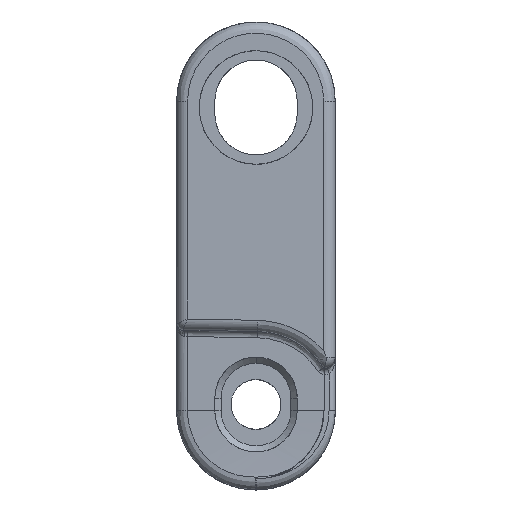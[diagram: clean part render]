
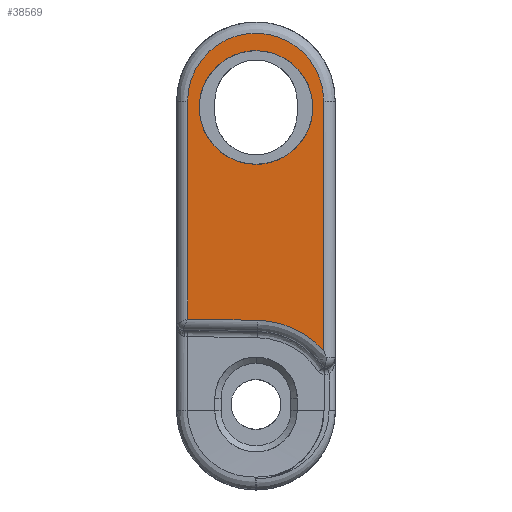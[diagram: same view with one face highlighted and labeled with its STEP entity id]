
A CAD part, left-side view. The second image highlights one B-rep face of the part: STEP entity #38569.
In plain terms, the highlighted planar face has unit normal (-0.999, 0.035, 0).
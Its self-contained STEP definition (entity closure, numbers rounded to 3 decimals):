
#1208 = EDGE_CURVE ( 'NONE', #25418, #29117, #30809, .T. ) ;
#1925 = CARTESIAN_POINT ( 'NONE',  ( -56.737, -0.869, -5.054 ) ) ;
#2448 = DIRECTION ( 'NONE',  ( -0.999, 0.035, 0. ) ) ;
#2884 = ORIENTED_EDGE ( 'NONE', *, *, #8496, .F. ) ;
#4943 = CARTESIAN_POINT ( 'NONE',  ( -56.928, -6.35, 7.35 ) ) ;
#5773 = CARTESIAN_POINT ( 'NONE',  ( -56.737, -0.869, 23.3 ) ) ;
#5809 = CARTESIAN_POINT ( 'NONE',  ( -56.928, -6.35, 16.45 ) ) ;
#6932 = VECTOR ( 'NONE', #33774, 1000. ) ;
#8496 = EDGE_CURVE ( 'NONE', #24806, #30700, #34728, .T. ) ;
#8564 = CARTESIAN_POINT ( 'NONE',  ( -57.117, -11.769, -7.568 ) ) ;
#10246 = CARTESIAN_POINT ( 'NONE',  ( -57.004, -8.508, -5.187 ) ) ;
#11976 = VECTOR ( 'NONE', #36133, 1000. ) ;
#12179 = ORIENTED_EDGE ( 'NONE', *, *, #17508, .T. ) ;
#12637 = EDGE_LOOP ( 'NONE', ( #23215, #28118, #2884, #28468, #38283 ) ) ;
#12887 = ORIENTED_EDGE ( 'NONE', *, *, #26898, .T. ) ;
#14208 = CARTESIAN_POINT ( 'NONE',  ( -57.15, -12.7, 21. ) ) ;
#15882 = VERTEX_POINT ( 'NONE', #4943 ) ;
#16323 = CARTESIAN_POINT ( 'NONE',  ( -57.117, -11.769, -7.568 ) ) ;
#17508 = EDGE_CURVE ( 'NONE', #15882, #30039, #32931, .T. ) ;
#18239 = CARTESIAN_POINT ( 'NONE',  ( -57.246, -15.45, 7.35 ) ) ;
#18502 = CARTESIAN_POINT ( 'NONE',  ( -57.069, -10.385, -6.04 ) ) ;
#18632 = LINE ( 'NONE', #24708, #11976 ) ;
#19987 = CARTESIAN_POINT ( 'NONE',  ( -56.932, -6.447, -5.151 ) ) ;
#20081 = CARTESIAN_POINT ( 'NONE',  ( -57.117, -11.769, 12.4 ) ) ;
#20613 = LINE ( 'NONE', #26694, #37100 ) ;
#21098 = CARTESIAN_POINT ( 'NONE',  ( -56.61, 2.75, 7.35 ) ) ;
#21764 = CARTESIAN_POINT ( 'NONE',  ( -57.246, -15.45, 16.45 ) ) ;
#22229 = CARTESIAN_POINT ( 'NONE',  ( -56.932, -6.447, -5.151 ) ) ;
#22795 = CARTESIAN_POINT ( 'NONE',  ( -56.737, -0.869, 12.4 ) ) ;
#23215 = ORIENTED_EDGE ( 'NONE', *, *, #1208, .T. ) ;
#23258 = FACE_BOUND ( 'NONE', #30382, .T. ) ;
#24227 = CARTESIAN_POINT ( 'NONE',  ( -56.61, 2.75, 16.45 ) ) ;
#24708 = CARTESIAN_POINT ( 'NONE',  ( -57.117, -11.769, 18.8 ) ) ;
#24806 = VERTEX_POINT ( 'NONE', #8564 ) ;
#25175 = VERTEX_POINT ( 'NONE', #20081 ) ;
#25418 = VERTEX_POINT ( 'NONE', #22795 ) ;
#26011 = FACE_OUTER_BOUND ( 'NONE', #12637, .T. ) ;
#26694 = CARTESIAN_POINT ( 'NONE',  ( -57.134, -12.242, -5.252 ) ) ;
#26898 = EDGE_CURVE ( 'NONE', #30039, #15882, #34283, .T. ) ;
#26926 = EDGE_CURVE ( 'NONE', #25175, #24806, #18632, .T. ) ;
#27656 = CARTESIAN_POINT ( 'NONE',  ( -56.737, -0.869, 18.8 ) ) ;
#27853 = EDGE_CURVE ( 'NONE', #30700, #29117, #20613, .T. ) ;
#28118 = ORIENTED_EDGE ( 'NONE', *, *, #27853, .F. ) ;
#28468 = ORIENTED_EDGE ( 'NONE', *, *, #26926, .F. ) ;
#29117 = VERTEX_POINT ( 'NONE', #1925 ) ;
#30020 = CARTESIAN_POINT ( 'NONE',  ( -56.928, -6.35, 7.35 ) ) ;
#30039 = VERTEX_POINT ( 'NONE', #31396 ) ;
#30382 = EDGE_LOOP ( 'NONE', ( #12179, #12887 ) ) ;
#30700 = VERTEX_POINT ( 'NONE', #19987 ) ;
#30809 = LINE ( 'NONE', #27656, #6932 ) ;
#31396 = CARTESIAN_POINT ( 'NONE',  ( -56.928, -6.35, 16.45 ) ) ;
#32111 = PLANE ( 'NONE',  #37453 ) ;
#32710 = CARTESIAN_POINT ( 'NONE',  ( -56.928, -6.35, 7.35 ) ) ;
#32871 = CARTESIAN_POINT ( 'NONE',  ( -57.117, -11.769, 12.4 ) ) ;
#32931 =( BOUNDED_CURVE ( )  B_SPLINE_CURVE ( 3, ( #32710, #21098, #24227, #5809 ),
 .UNSPECIFIED., .F., .T. ) 
 B_SPLINE_CURVE_WITH_KNOTS ( ( 4, 4 ),
 ( 4.712, 7.854 ),
 .UNSPECIFIED. ) 
 CURVE ( )  GEOMETRIC_REPRESENTATION_ITEM ( )  RATIONAL_B_SPLINE_CURVE ( ( 1., 0.333, 0.333, 1. ) ) 
 REPRESENTATION_ITEM ( '' )  );
#33774 = DIRECTION ( 'NONE',  ( 0., 0., -1. ) ) ;
#34283 =( BOUNDED_CURVE ( )  B_SPLINE_CURVE ( 3, ( #36696, #21764, #18239, #30020 ),
 .UNSPECIFIED., .F., .T. ) 
 B_SPLINE_CURVE_WITH_KNOTS ( ( 4, 4 ),
 ( 1.571, 4.712 ),
 .UNSPECIFIED. ) 
 CURVE ( )  GEOMETRIC_REPRESENTATION_ITEM ( )  RATIONAL_B_SPLINE_CURVE ( ( 1., 0.333, 0.333, 1. ) ) 
 REPRESENTATION_ITEM ( '' )  );
#34728 =( BOUNDED_CURVE ( )  B_SPLINE_CURVE ( 3, ( #16323, #18502, #10246, #22229 ),
 .UNSPECIFIED., .F., .T. ) 
 B_SPLINE_CURVE_WITH_KNOTS ( ( 4, 4 ),
 ( 3.877, 4.695 ),
 .UNSPECIFIED. ) 
 CURVE ( )  GEOMETRIC_REPRESENTATION_ITEM ( )  RATIONAL_B_SPLINE_CURVE ( ( 1., 0.945, 0.945, 1. ) ) 
 REPRESENTATION_ITEM ( '' )  );
#36011 = CARTESIAN_POINT ( 'NONE',  ( -56.737, -0.869, 12.4 ) ) ;
#36133 = DIRECTION ( 'NONE',  ( 0., 0., -1. ) ) ;
#36195 = CARTESIAN_POINT ( 'NONE',  ( -57.117, -11.769, 23.3 ) ) ;
#36696 = CARTESIAN_POINT ( 'NONE',  ( -56.928, -6.35, 16.45 ) ) ;
#37100 = VECTOR ( 'NONE', #38122, 1000. ) ;
#37453 = AXIS2_PLACEMENT_3D ( 'NONE', #14208, #2448, #38755 ) ;
#37523 = EDGE_CURVE ( 'NONE', #25418, #25175, #38835, .T. ) ;
#38122 = DIRECTION ( 'NONE',  ( 0.035, 0.999, 0.017 ) ) ;
#38283 = ORIENTED_EDGE ( 'NONE', *, *, #37523, .F. ) ;
#38569 = ADVANCED_FACE ( 'NONE', ( #26011, #23258 ), #32111, .T. ) ;
#38755 = DIRECTION ( 'NONE',  ( -0.035, -0.999, 0. ) ) ;
#38835 =( BOUNDED_CURVE ( )  B_SPLINE_CURVE ( 3, ( #36011, #5773, #36195, #32871 ),
 .UNSPECIFIED., .F., .T. ) 
 B_SPLINE_CURVE_WITH_KNOTS ( ( 4, 4 ),
 ( 0., 3.142 ),
 .UNSPECIFIED. ) 
 CURVE ( )  GEOMETRIC_REPRESENTATION_ITEM ( )  RATIONAL_B_SPLINE_CURVE ( ( 1., 0.333, 0.333, 1. ) ) 
 REPRESENTATION_ITEM ( '' )  );
